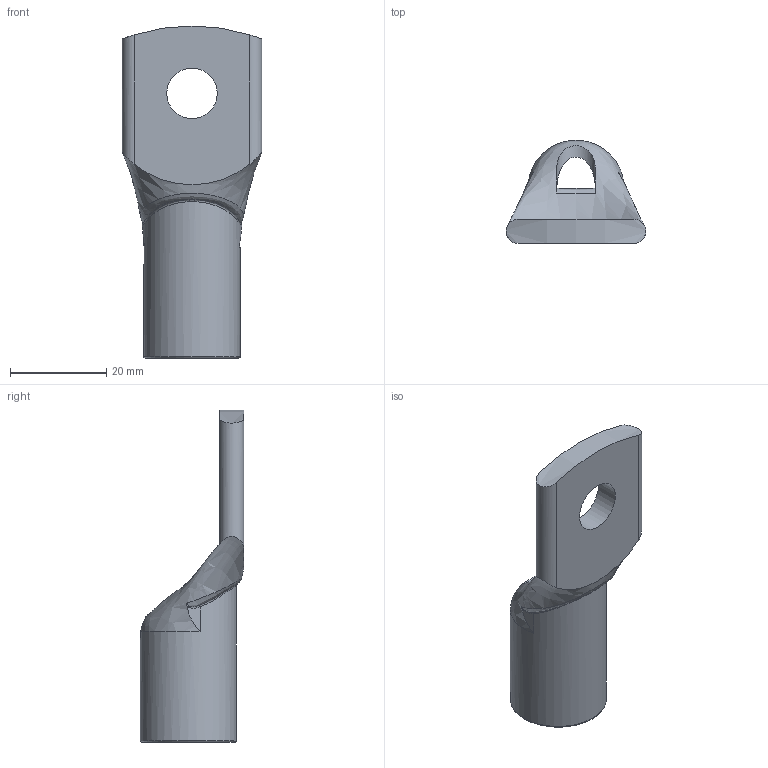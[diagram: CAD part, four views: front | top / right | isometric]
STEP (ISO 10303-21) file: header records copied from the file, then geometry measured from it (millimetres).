
FILE_DESCRIPTION((''),'2;1');
FILE_NAME('PK95-10.stp','2016-02-12T07:50:11',(''),(''),'Autodesk Inventor 2010','Autodesk Inventor 2010','');
FILE_SCHEMA(('AUTOMOTIVE_DESIGN { 1 0 10303 214 1 1 1 1 }'));
Length unit declared in the file: millimetre
Products named in the file (1): PK95-10
Bounding box: 29 x 21.5 x 69 mm (x, y, z)
Volume: 9021.5 mm3; surface area: 6316.3 mm2
Topology: 1 solids, 1 shells, 174 faces, 478 edges, 319 vertices
Faces by surface type: plane 83, bspline 53, cylinder 36, torus 1, cone 1
Full cylindrical faces by diameter (mm): 10.5 x1, 15 x1, 20 x1
Entity records: 7025 total; most frequent: CARTESIAN_POINT 2907, ORIENTED_EDGE 944, DIRECTION 674, EDGE_CURVE 472, VERTEX_POINT 318, VECTOR 262, LINE 262, AXIS2_PLACEMENT_3D 206
